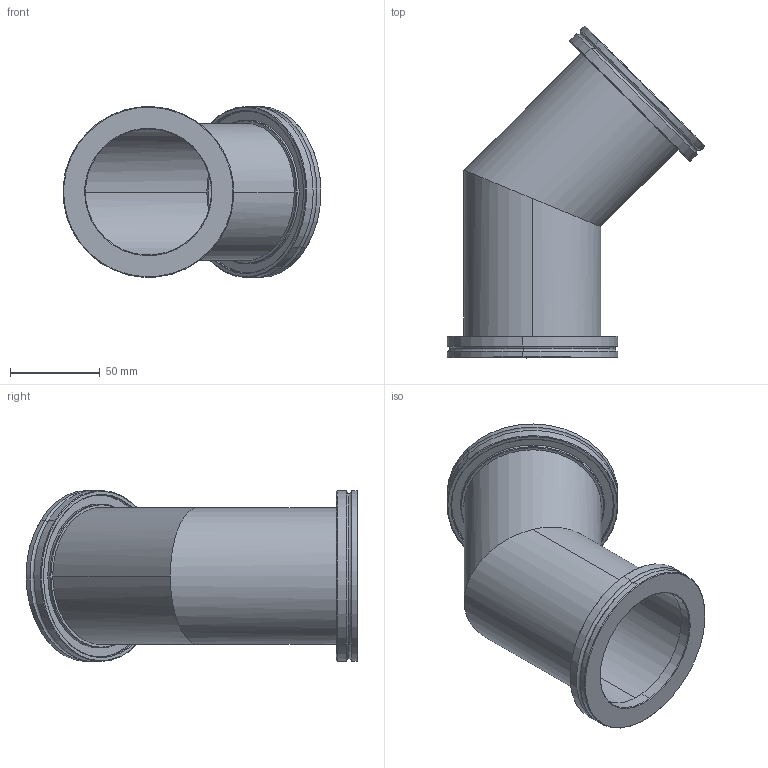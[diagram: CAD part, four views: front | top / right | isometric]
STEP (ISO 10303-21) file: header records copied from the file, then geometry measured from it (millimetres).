
FILE_DESCRIPTION (( 'STEP AP214' ), '1' );
FILE_NAME ('Hositrad_ISO63-76E45.STEP', '2017-06-02T10:02:15', ( 'Gebruiker' ), ( '' ), 'SwSTEP 2.0', 'SolidWorks 2017', '' );
FILE_SCHEMA (( 'AUTOMOTIVE_DESIGN' ));
Length unit declared in the file: millimetre
Products named in the file (3): ISO-K-Weld-All_ISO63-76; ISO-K_45-Elbow_All_ISO63-76E45; Hositrad_ISO63-76E45
Assembly tree (3 placements, depth 2):
  Hositrad_ISO63-76E45
    ISO-K_45-Elbow_All_ISO63-76E45
    ISO-K-Weld-All_ISO63-76  x2
Bounding box: 143.28 x 184.38 x 94.99 mm (x, y, z)
Volume: 138509.3 mm3; surface area: 105372.8 mm2
Topology: 3 solids, 3 shells, 72 faces, 148 edges, 88 vertices
Faces by surface type: cylinder 32, cone 20, plane 12, torus 8
Entity records: 1226 total; most frequent: DIRECTION 220, CARTESIAN_POINT 209, ORIENTED_EDGE 172, AXIS2_PLACEMENT_3D 95, EDGE_CURVE 86, VERTEX_POINT 52, EDGE_LOOP 48, CIRCLE 48
